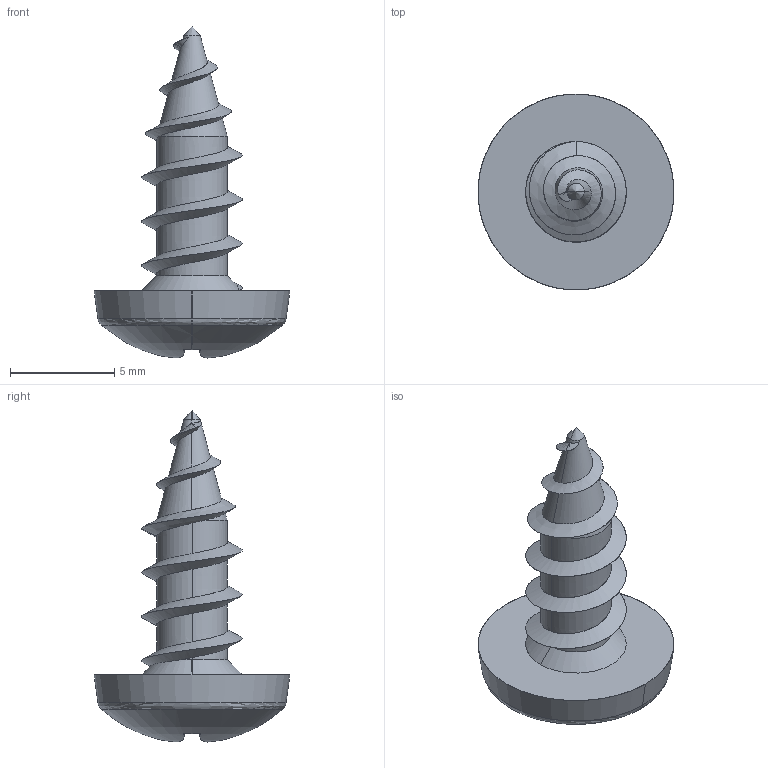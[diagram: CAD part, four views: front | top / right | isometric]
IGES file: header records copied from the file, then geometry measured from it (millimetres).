
Start section: SolidWorks IGES file using analytic representation for surfaces
Global section: file name: B00GIBP3KM.3D.IGS; native system: SolidWorks 2010; preprocessor: SolidWorks 2010; author: Administrator; date: 131225.115615; units: millimetre
Bounding box: 9.4 x 9.4 x 15.92 mm (x, y, z)
Surface area: 378.4 mm2 (no closed solid volume)
Topology: 0 solids, 0 shells, 55 faces, 869 edges, 866 vertices
Faces by surface type: bspline 28, revolution 27
